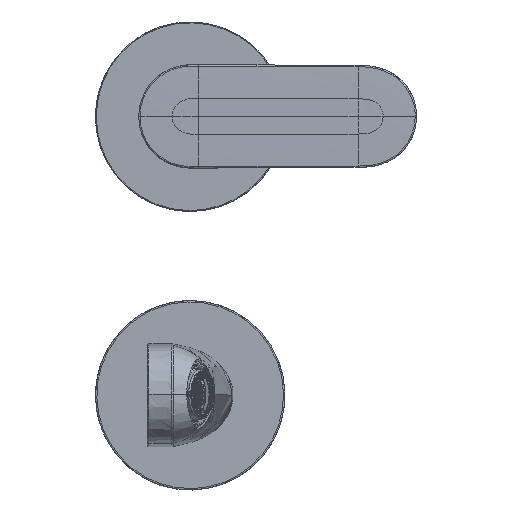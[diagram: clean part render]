
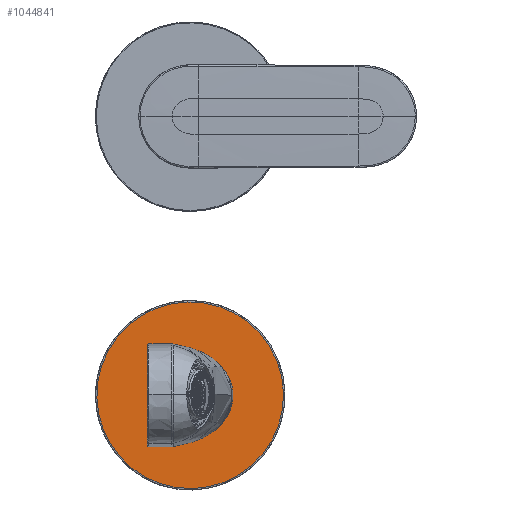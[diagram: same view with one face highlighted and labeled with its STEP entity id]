
A CAD part, top view. The second image highlights one B-rep face of the part: STEP entity #1044841.
In plain terms, the highlighted planar face has unit normal (0, 0, 1).
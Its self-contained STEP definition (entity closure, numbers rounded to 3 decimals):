
#1044326=CARTESIAN_POINT(' ',(-29.399,16.061,8.));
#1044327=VERTEX_POINT(' ',#1044326);
#1044341=CARTESIAN_POINT(' ',(0.,0.,8.));
#1044346=DIRECTION(' ',(0.,0.,-1.));
#1044351=DIRECTION(' ',(-0.878,0.479,0.));
#1044356=AXIS2_PLACEMENT_3D(' ',#1044341,#1044346,#1044351);
#1044361=CIRCLE('',#1044356,33.5);
#1044366=CARTESIAN_POINT(' ',(29.399,-16.061,8.));
#1044367=VERTEX_POINT(' ',#1044366);
#1044371=EDGE_CURVE(' ',#1044327,#1044367,#1044361,.T.);
#1044646=CARTESIAN_POINT(' ',(0.,0.,8.));
#1044651=DIRECTION(' ',(0.,0.,-1.));
#1044656=DIRECTION(' ',(0.878,-0.479,0.));
#1044661=AXIS2_PLACEMENT_3D(' ',#1044646,#1044651,#1044656);
#1044666=CIRCLE('',#1044661,33.5);
#1044671=EDGE_CURVE(' ',#1044367,#1044327,#1044666,.T.);
#1044706=DIRECTION(' ',(0.,0.,1.));
#1044711=CARTESIAN_POINT(' ',(-33.548,33.632,8.));
#1044716=DIRECTION(' ',(0.,-1.,0.));
#1044721=AXIS2_PLACEMENT_3D(' ',#1044711,#1044706,#1044716);
#1044726=PLANE('',#1044721);
#1044731=ORIENTED_EDGE(' ',*,*,#1044371,.F.);
#1044736=ORIENTED_EDGE(' ',*,*,#1044671,.F.);
#1044741=EDGE_LOOP(' ',(#1044731,#1044736));
#1044746=FACE_OUTER_BOUND(' ',#1044741,.T.);
#1044751=CARTESIAN_POINT(' ',(0.,0.,8.));
#1044756=DIRECTION(' ',(0.,0.,-1.));
#1044761=DIRECTION(' ',(-0.878,0.479,0.));
#1044766=AXIS2_PLACEMENT_3D(' ',#1044751,#1044756,#1044761);
#1044771=CIRCLE('',#1044766,9.2);
#1044776=CARTESIAN_POINT(' ',(-8.074,4.411,8.));
#1044777=VERTEX_POINT(' ',#1044776);
#1044781=CARTESIAN_POINT(' ',(8.074,-4.411,8.));
#1044782=VERTEX_POINT(' ',#1044781);
#1044786=EDGE_CURVE(' ',#1044777,#1044782,#1044771,.T.);
#1044791=ORIENTED_EDGE(' ',*,*,#1044786,.T.);
#1044796=CARTESIAN_POINT(' ',(0.,0.,8.));
#1044801=DIRECTION(' ',(0.,0.,-1.));
#1044806=DIRECTION(' ',(0.878,-0.479,0.));
#1044811=AXIS2_PLACEMENT_3D(' ',#1044796,#1044801,#1044806);
#1044816=CIRCLE('',#1044811,9.2);
#1044821=EDGE_CURVE(' ',#1044782,#1044777,#1044816,.T.);
#1044826=ORIENTED_EDGE(' ',*,*,#1044821,.T.);
#1044831=EDGE_LOOP(' ',(#1044791,#1044826));
#1044836=FACE_BOUND(' ',#1044831,.T.);
#1044841=ADVANCED_FACE('',(#1044746,#1044836),#1044726,.T.);
